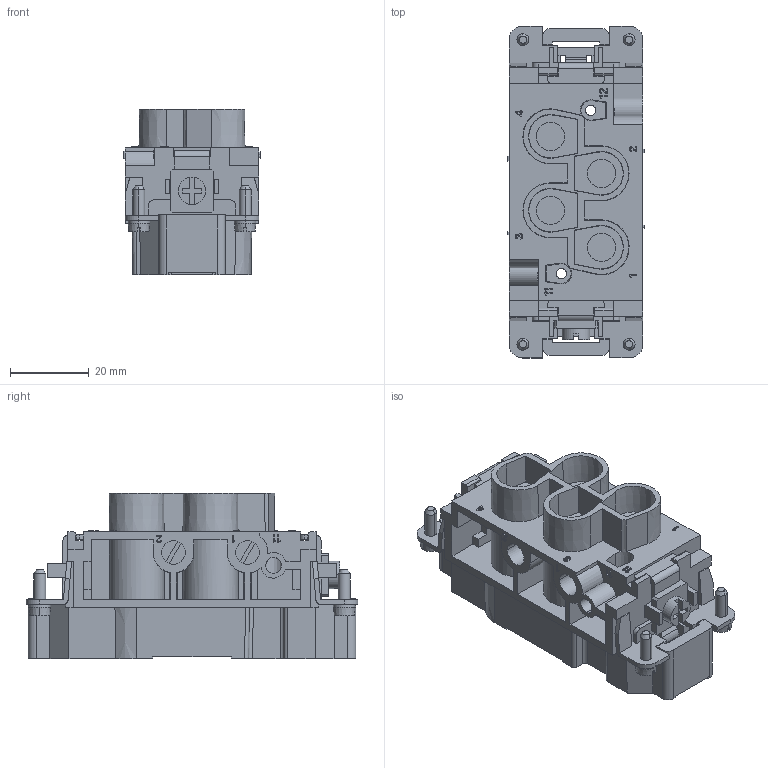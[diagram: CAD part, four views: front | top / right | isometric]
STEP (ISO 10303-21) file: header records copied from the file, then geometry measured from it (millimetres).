
FILE_DESCRIPTION(('Creo Elements/Direct Modeling STEP Export'),'2;1');
FILE_NAME('0lndrr04d35josp344','2017-10-06T11:15:08',(''),(''),'PTC Creo Elements/Direct Modeling STEP processor for AP214 (Solid Model)','PTC Creo Elements/Direct Modeling 19.0B 21-Mar-2015 (C) Parametric Technology GmbH','');
FILE_SCHEMA(('AUTOMOTIVE_DESIGN { 1 0 10303 214 1 1 1 1 }'));
Length unit declared in the file: millimetre
Products named in the file (2): CXM_4-0_RY
Assembly tree (1 placements, depth 2):
  CXM_4-0_RY
    CXM_4-0_RY
Bounding box: 34.6 x 84.4 x 42 mm (x, y, z)
Volume: 40786.5 mm3; surface area: 28600.2 mm2
Topology: 1 solids, 1 shells, 1430 faces, 4056 edges, 2682 vertices
Faces by surface type: plane 1228, cylinder 162, cone 30, sphere 8, bspline 2
Entity records: 48927 total; most frequent: CARTESIAN_POINT 9475, ORIENTED_EDGE 8096, DIRECTION 6907, EDGE_CURVE 4048, VECTOR 3525, LINE 3525, VERTEX_POINT 2682, AXIS2_PLACEMENT_3D 1691
